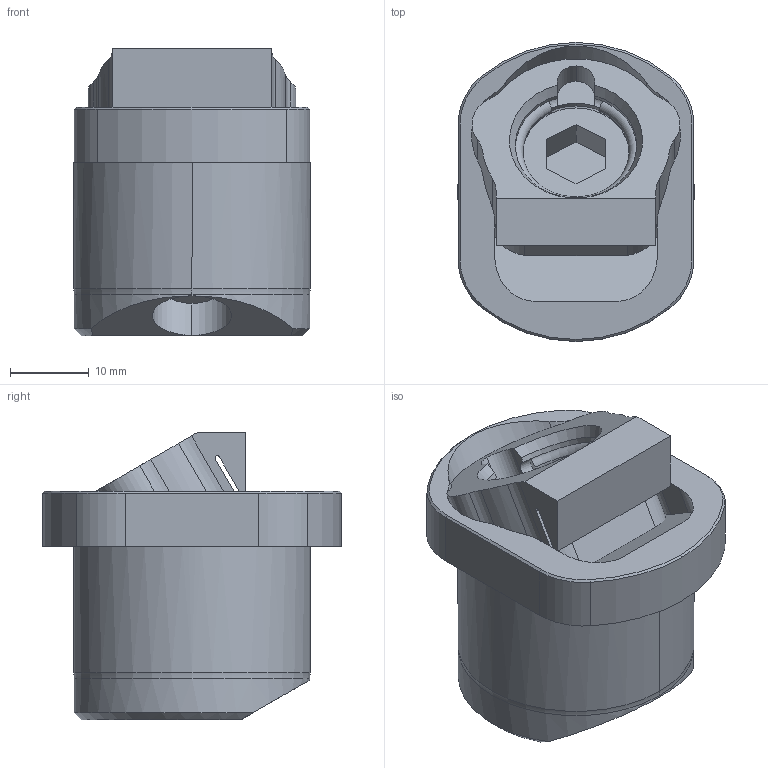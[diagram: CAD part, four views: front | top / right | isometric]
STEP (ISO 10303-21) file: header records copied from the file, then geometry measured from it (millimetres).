
FILE_DESCRIPTION (( 'STEP AP203' ), '1' );
FILE_NAME ('MiteeBite-28324.step', '2015-05-23T12:07:12', ( 'Windows User' ), ( '' ), 'SwSTEP 2.0', 'SolidWorks 2015', '' );
FILE_SCHEMA (( 'CONFIG_CONTROL_DESIGN' ));
Length unit declared in the file: inch
Products named in the file (5): MiteeBite-28324_001490E_Body_from_Cutsforth-28324 & 28328_30MM; MiteeBite-28324_MiteeBite-28324_Screw1SLDPRT; MiteeBite-28324_MiteeBite-28324_clamp jaw; MiteeBite-28324_MiteeBite-28324_Ring; MiteeBite-28324
Assembly tree (4 placements, depth 2):
  MiteeBite-28324
    MiteeBite-28324_001490E_Body_from_Cutsforth-28324 & 28328_30MM
    MiteeBite-28324_MiteeBite-28324_clamp jaw
    MiteeBite-28324_MiteeBite-28324_Screw1SLDPRT
    MiteeBite-28324_MiteeBite-28324_Ring
Bounding box: 29.99 x 37.9 x 36.5 mm (x, y, z)
Volume: 18770.8 mm3; surface area: 11206.9 mm2
Topology: 4 solids, 4 shells, 145 faces, 363 edges, 227 vertices
Faces by surface type: cylinder 61, plane 47, cone 28, torus 9
Entity records: 4966 total; most frequent: CARTESIAN_POINT 938, DIRECTION 783, ORIENTED_EDGE 726, EDGE_CURVE 363, AXIS2_PLACEMENT_3D 308, VERTEX_POINT 227, VECTOR 167, LINE 167
